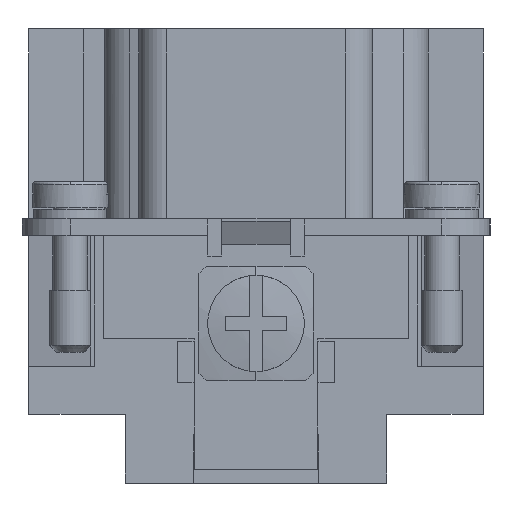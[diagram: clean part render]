
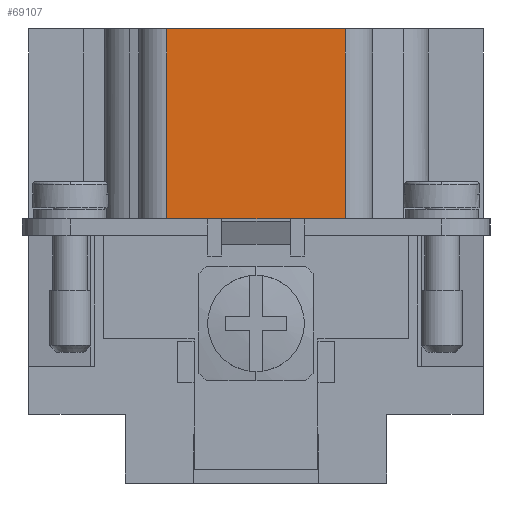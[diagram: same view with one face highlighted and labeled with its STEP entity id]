
A CAD part, left-side view. The second image highlights one B-rep face of the part: STEP entity #69107.
In plain terms, the highlighted planar face has unit normal (-1, 0, 0).
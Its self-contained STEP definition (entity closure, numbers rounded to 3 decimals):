
#64822=CARTESIAN_POINT('',(-55.0,6.5,33.0));
#64823=VERTEX_POINT('',#64822);
#64831=CARTESIAN_POINT('',(-55.0,-6.5,33.0));
#64832=VERTEX_POINT('',#64831);
#64833=CARTESIAN_POINT('',(-55.0,-6.5,33.0));
#64834=DIRECTION('',(0.0,1.0,0.0));
#64835=VECTOR('',#64834,13.);
#64836=LINE('',#64833,#64835);
#64837=EDGE_CURVE('',#64832,#64823,#64836,.T.);
#67993=CARTESIAN_POINT('',(-55.0,-3.5,19.2));
#67994=VERTEX_POINT('',#67993);
#68001=CARTESIAN_POINT('',(-55.0,3.5,19.2));
#68002=VERTEX_POINT('',#68001);
#68003=CARTESIAN_POINT('',(-55.0,3.5,19.2));
#68004=DIRECTION('',(0.0,-1.0,0.0));
#68005=VECTOR('',#68004,7.);
#68006=LINE('',#68003,#68005);
#68007=EDGE_CURVE('',#68002,#67994,#68006,.T.);
#69058=CARTESIAN_POINT('',(-55.0,-6.5,19.2));
#69059=VERTEX_POINT('',#69058);
#69060=CARTESIAN_POINT('',(-55.0,-6.5,19.2));
#69061=DIRECTION('',(0.0,0.0,1.0));
#69062=VECTOR('',#69061,13.8);
#69063=LINE('',#69060,#69062);
#69064=EDGE_CURVE('',#69059,#64832,#69063,.T.);
#69077=CARTESIAN_POINT('',(-55.0,-6.5,19.2));
#69078=DIRECTION('',(-1.0,0.0,0.0));
#69079=DIRECTION('',(0.0,0.0,1.0));
#69080=AXIS2_PLACEMENT_3D('',#69077,#69078,#69079);
#69081=PLANE('',#69080);
#69082=ORIENTED_EDGE('',*,*,#64837,.T.);
#69083=CARTESIAN_POINT('',(-55.0,6.5,19.2));
#69084=VERTEX_POINT('',#69083);
#69085=CARTESIAN_POINT('',(-55.0,6.5,19.2));
#69086=DIRECTION('',(0.0,0.0,1.0));
#69087=VECTOR('',#69086,13.8);
#69088=LINE('',#69085,#69087);
#69089=EDGE_CURVE('',#69084,#64823,#69088,.T.);
#69090=ORIENTED_EDGE('',*,*,#69089,.F.);
#69091=CARTESIAN_POINT('',(-55.0,3.5,19.2));
#69092=DIRECTION('',(0.0,1.0,0.0));
#69093=VECTOR('',#69092,3.);
#69094=LINE('',#69091,#69093);
#69095=EDGE_CURVE('',#68002,#69084,#69094,.T.);
#69096=ORIENTED_EDGE('',*,*,#69095,.F.);
#69097=ORIENTED_EDGE('',*,*,#68007,.T.);
#69098=CARTESIAN_POINT('',(-55.0,-6.5,19.2));
#69099=DIRECTION('',(0.0,1.0,0.0));
#69100=VECTOR('',#69099,3.);
#69101=LINE('',#69098,#69100);
#69102=EDGE_CURVE('',#69059,#67994,#69101,.T.);
#69103=ORIENTED_EDGE('',*,*,#69102,.F.);
#69104=ORIENTED_EDGE('',*,*,#69064,.T.);
#69105=EDGE_LOOP('',(#69082,#69090,#69096,#69097,#69103,#69104));
#69106=FACE_OUTER_BOUND('',#69105,.T.);
#69107=ADVANCED_FACE('',(#69106),#69081,.T.);
